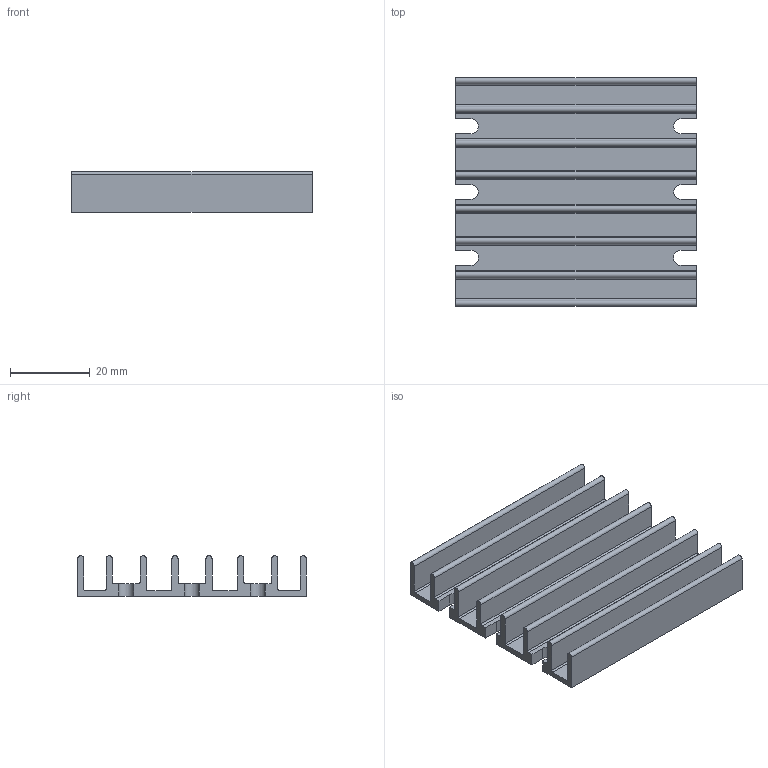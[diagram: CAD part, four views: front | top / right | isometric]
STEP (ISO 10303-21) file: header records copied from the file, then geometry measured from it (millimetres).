
FILE_DESCRIPTION (( 'STEP AP214' ), '1' );
FILE_NAME ('30140r3.STEP', '2011-06-30T14:53:59', ( 'Vicor User' ), ( 'Microsoft' ), 'SwSTEP 2.0', 'SolidWorks 2010', '' );
FILE_SCHEMA (( 'AUTOMOTIVE_DESIGN' ));
Length unit declared in the file: inch
Products named in the file (1): 30140r3
Bounding box: 60.45 x 57.4 x 10.16 mm (x, y, z)
Volume: 13088.3 mm3; surface area: 14875.5 mm2
Topology: 1 solids, 1 shells, 72 faces, 210 edges, 140 vertices
Faces by surface type: plane 44, cylinder 28
Entity records: 2430 total; most frequent: CARTESIAN_POINT 423, ORIENTED_EDGE 420, DIRECTION 412, EDGE_CURVE 210, VECTOR 154, LINE 154, VERTEX_POINT 140, AXIS2_PLACEMENT_3D 129
